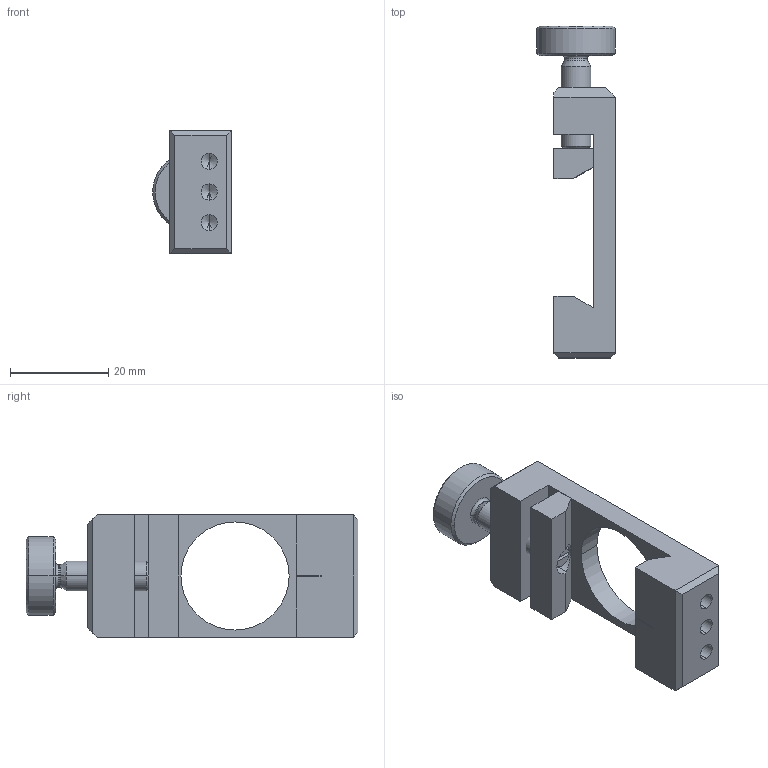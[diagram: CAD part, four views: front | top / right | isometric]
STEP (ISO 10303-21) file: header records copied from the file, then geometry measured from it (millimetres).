
FILE_DESCRIPTION (( 'STEP AP214' ), '1' );
FILE_NAME ('OM-006-010-010_01.STEP', '2024-10-07T15:12:18', ( '' ), ( '' ), 'SwSTEP 2.0', 'SolidWorks 2022', '' );
FILE_SCHEMA (( 'AUTOMOTIVE_DESIGN' ));
Length unit declared in the file: millimetre
Products named in the file (6): OM-006-010-010_01; OM-999-010-120_01; OM-999-010-110_01; OM-006-010-110_01; OM-999-010-010_01; OM-006-010-120_01
Assembly tree (5 placements, depth 3):
  OM-006-010-010_01
    OM-006-010-110_01
    OM-006-010-120_01
    OM-999-010-010_01
      OM-999-010-110_01
      OM-999-010-120_01
Bounding box: 16 x 67.5 x 25 mm (x, y, z)
Volume: 10940.2 mm3; surface area: 6535.7 mm2
Topology: 4 solids, 4 shells, 94 faces, 219 edges, 132 vertices
Faces by surface type: plane 41, cylinder 29, cone 20, torus 4
Entity records: 3297 total; most frequent: DIRECTION 489, CARTESIAN_POINT 467, ORIENTED_EDGE 422, EDGE_CURVE 211, AXIS2_PLACEMENT_3D 182, VERTEX_POINT 132, LINE 125, VECTOR 125
